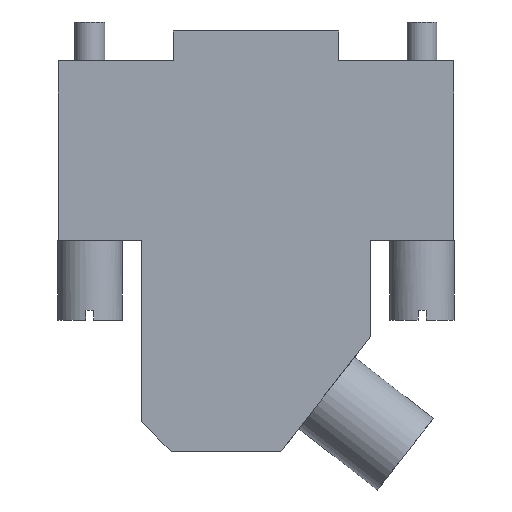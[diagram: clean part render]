
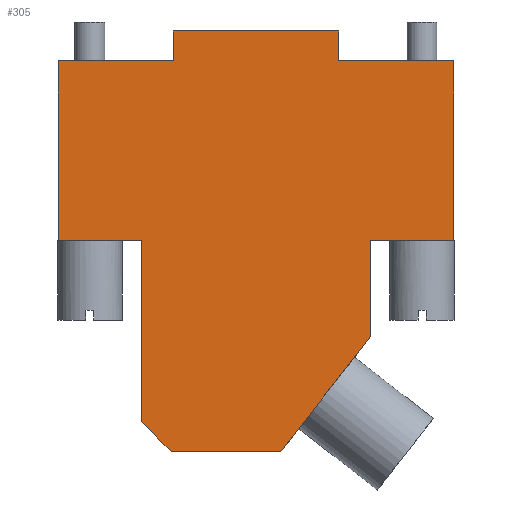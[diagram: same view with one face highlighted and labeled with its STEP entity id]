
A CAD part, front view. The second image highlights one B-rep face of the part: STEP entity #305.
In plain terms, the highlighted planar face has unit normal (0, -1, 0).
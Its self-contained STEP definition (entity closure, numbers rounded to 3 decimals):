
#305=ADVANCED_FACE('',(#400),#353,.T.);
#353=PLANE('',#1601);
#400=FACE_OUTER_BOUND('',#458,.T.);
#458=EDGE_LOOP('',(#633,#634,#635,#636,#637,#638,#639,#640,#641,#642,#643,
#644,#645,#646));
#633=ORIENTED_EDGE('',*,*,#944,.T.);
#634=ORIENTED_EDGE('',*,*,#941,.T.);
#635=ORIENTED_EDGE('',*,*,#933,.F.);
#636=ORIENTED_EDGE('',*,*,#936,.T.);
#637=ORIENTED_EDGE('',*,*,#945,.T.);
#638=ORIENTED_EDGE('',*,*,#946,.F.);
#639=ORIENTED_EDGE('',*,*,#917,.F.);
#640=ORIENTED_EDGE('',*,*,#895,.F.);
#641=ORIENTED_EDGE('',*,*,#892,.F.);
#642=ORIENTED_EDGE('',*,*,#889,.F.);
#643=ORIENTED_EDGE('',*,*,#886,.F.);
#644=ORIENTED_EDGE('',*,*,#883,.F.);
#645=ORIENTED_EDGE('',*,*,#879,.F.);
#646=ORIENTED_EDGE('',*,*,#947,.F.);
#779=VERTEX_POINT('',#2037);
#780=VERTEX_POINT('',#2039);
#783=VERTEX_POINT('',#2047);
#785=VERTEX_POINT('',#2053);
#787=VERTEX_POINT('',#2059);
#789=VERTEX_POINT('',#2065);
#791=VERTEX_POINT('',#2071);
#806=VERTEX_POINT('',#2116);
#817=VERTEX_POINT('',#2147);
#818=VERTEX_POINT('',#2149);
#820=VERTEX_POINT('',#2154);
#823=VERTEX_POINT('',#2165);
#825=VERTEX_POINT('',#2171);
#826=VERTEX_POINT('',#2173);
#879=EDGE_CURVE('',#779,#780,#1093,.T.);
#883=EDGE_CURVE('',#780,#783,#1097,.T.);
#886=EDGE_CURVE('',#783,#785,#1100,.T.);
#889=EDGE_CURVE('',#785,#787,#1103,.T.);
#892=EDGE_CURVE('',#787,#789,#1106,.T.);
#895=EDGE_CURVE('',#789,#791,#1109,.T.);
#917=EDGE_CURVE('',#791,#806,#1123,.T.);
#933=EDGE_CURVE('',#817,#818,#1137,.T.);
#936=EDGE_CURVE('',#817,#820,#1140,.T.);
#941=EDGE_CURVE('',#823,#818,#1145,.T.);
#944=EDGE_CURVE('',#825,#823,#1148,.T.);
#945=EDGE_CURVE('',#820,#826,#1149,.T.);
#946=EDGE_CURVE('',#806,#826,#1150,.T.);
#947=EDGE_CURVE('',#825,#779,#1151,.T.);
#1093=LINE('',#2038,#1221);
#1097=LINE('',#2046,#1225);
#1100=LINE('',#2052,#1228);
#1103=LINE('',#2058,#1231);
#1106=LINE('',#2064,#1234);
#1109=LINE('',#2070,#1237);
#1123=LINE('',#2115,#1251);
#1137=LINE('',#2148,#1265);
#1140=LINE('',#2155,#1268);
#1145=LINE('',#2164,#1273);
#1148=LINE('',#2170,#1276);
#1149=LINE('',#2172,#1277);
#1150=LINE('',#2174,#1278);
#1151=LINE('',#2175,#1279);
#1221=VECTOR('',#1714,1.);
#1225=VECTOR('',#1720,1.);
#1228=VECTOR('',#1725,1.);
#1231=VECTOR('',#1730,1.);
#1234=VECTOR('',#1735,1.);
#1237=VECTOR('',#1740,1.);
#1251=VECTOR('',#1786,1.);
#1265=VECTOR('',#1814,1.);
#1268=VECTOR('',#1819,1.);
#1273=VECTOR('',#1828,1.);
#1276=VECTOR('',#1833,1.);
#1277=VECTOR('',#1834,1.);
#1278=VECTOR('',#1835,1.);
#1279=VECTOR('',#1836,1.);
#1601=AXIS2_PLACEMENT_3D('',#2176,#1837,#1838);
#1714=DIRECTION('',(-1.,0.,0.));
#1720=DIRECTION('',(0.,0.,-1.));
#1725=DIRECTION('',(-0.616,0.,-0.788));
#1730=DIRECTION('',(-1.,0.,0.));
#1735=DIRECTION('',(-0.707,0.,0.707));
#1740=DIRECTION('',(0.,0.,1.));
#1786=DIRECTION('',(-1.,0.,0.));
#1814=DIRECTION('',(1.,0.,0.));
#1819=DIRECTION('',(0.,0.,-1.));
#1828=DIRECTION('',(0.,0.,1.));
#1833=DIRECTION('',(-1.,0.,0.));
#1834=DIRECTION('',(-1.,0.,0.));
#1835=DIRECTION('',(0.,0.,1.));
#1836=DIRECTION('',(0.,0.,-1.));
#1837=DIRECTION('',(0.,-1.,0.));
#1838=DIRECTION('',(1.,0.,0.));
#2037=CARTESIAN_POINT('',(19.81,-7.5,-18.2));
#2038=CARTESIAN_POINT('',(19.81,-7.5,-18.2));
#2039=CARTESIAN_POINT('',(11.5,-7.5,-18.2));
#2046=CARTESIAN_POINT('',(11.5,-7.5,-18.2));
#2047=CARTESIAN_POINT('',(11.5,-7.5,-27.831));
#2052=CARTESIAN_POINT('',(11.5,-7.5,-27.831));
#2053=CARTESIAN_POINT('',(2.5,-7.5,-39.35));
#2058=CARTESIAN_POINT('',(2.5,-7.5,-39.35));
#2059=CARTESIAN_POINT('',(-8.5,-7.5,-39.35));
#2064=CARTESIAN_POINT('',(-8.5,-7.5,-39.35));
#2065=CARTESIAN_POINT('',(-11.5,-7.5,-36.35));
#2070=CARTESIAN_POINT('',(-11.5,-7.5,-36.35));
#2071=CARTESIAN_POINT('',(-11.5,-7.5,-18.2));
#2115=CARTESIAN_POINT('',(-11.5,-7.5,-18.2));
#2116=CARTESIAN_POINT('',(-19.81,-7.5,-18.2));
#2147=CARTESIAN_POINT('',(-8.3,-7.5,2.8));
#2148=CARTESIAN_POINT('',(-8.3,-7.5,2.8));
#2149=CARTESIAN_POINT('',(8.3,-7.5,2.8));
#2154=CARTESIAN_POINT('',(-8.3,-7.5,-0.2));
#2155=CARTESIAN_POINT('',(-8.3,-7.5,2.8));
#2164=CARTESIAN_POINT('',(8.3,-7.5,-0.2));
#2165=CARTESIAN_POINT('',(8.3,-7.5,-0.2));
#2170=CARTESIAN_POINT('',(19.81,-7.5,-0.2));
#2171=CARTESIAN_POINT('',(19.81,-7.5,-0.2));
#2172=CARTESIAN_POINT('',(-8.3,-7.5,-0.2));
#2173=CARTESIAN_POINT('',(-19.81,-7.5,-0.2));
#2174=CARTESIAN_POINT('',(-19.81,-7.5,-18.2));
#2175=CARTESIAN_POINT('',(19.81,-7.5,-0.2));
#2176=CARTESIAN_POINT('',(-21.791,-7.5,-41.458));
